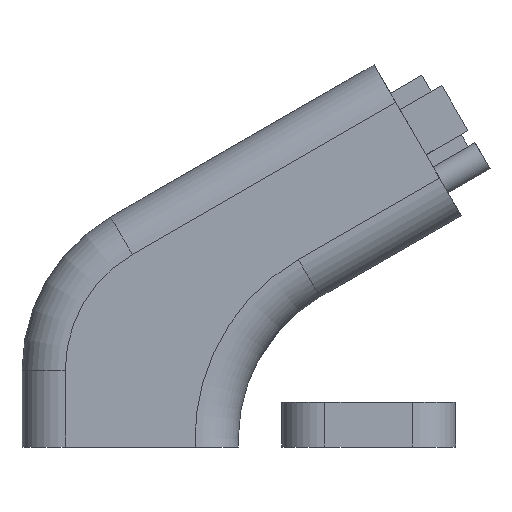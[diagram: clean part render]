
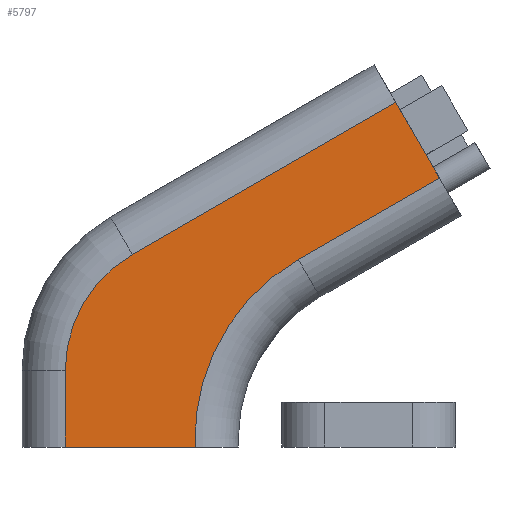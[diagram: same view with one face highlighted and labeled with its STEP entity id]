
A CAD part, left-side view. The second image highlights one B-rep face of the part: STEP entity #5797.
In plain terms, the highlighted planar face has unit normal (-1, 0, 0).
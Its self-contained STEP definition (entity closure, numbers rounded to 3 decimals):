
#309=PLANE('',#6249);
#595=FACE_OUTER_BOUND('',#975,.T.);
#975=EDGE_LOOP('',(#5162,#5163,#5164,#5165,#5166,#5167,#5168));
#1094=CIRCLE('',#6097,23.9);
#1106=CIRCLE('',#6117,15.5);
#1598=LINE('',#8827,#2256);
#1603=LINE('',#8872,#2261);
#1621=LINE('',#8943,#2279);
#1624=LINE('',#8955,#2282);
#1664=LINE('',#9112,#2322);
#2256=VECTOR('',#7175,10.);
#2261=VECTOR('',#7196,10.);
#2279=VECTOR('',#7236,10.);
#2282=VECTOR('',#7251,10.);
#2322=VECTOR('',#7417,10.);
#2818=VERTEX_POINT('',#8824);
#2819=VERTEX_POINT('',#8826);
#2823=VERTEX_POINT('',#8839);
#2829=VERTEX_POINT('',#8870);
#2848=VERTEX_POINT('',#8940);
#2849=VERTEX_POINT('',#8942);
#2851=VERTEX_POINT('',#8948);
#3509=EDGE_CURVE('',#2818,#2819,#1598,.T.);
#3514=EDGE_CURVE('',#2819,#2823,#1094,.T.);
#3522=EDGE_CURVE('',#2818,#2829,#1603,.T.);
#3547=EDGE_CURVE('',#2848,#2849,#1621,.T.);
#3552=EDGE_CURVE('',#2849,#2851,#1106,.T.);
#3554=EDGE_CURVE('',#2851,#2829,#1624,.T.);
#3635=EDGE_CURVE('',#2823,#2848,#1664,.T.);
#5162=ORIENTED_EDGE('',*,*,#3509,.F.);
#5163=ORIENTED_EDGE('',*,*,#3522,.T.);
#5164=ORIENTED_EDGE('',*,*,#3554,.F.);
#5165=ORIENTED_EDGE('',*,*,#3552,.F.);
#5166=ORIENTED_EDGE('',*,*,#3547,.F.);
#5167=ORIENTED_EDGE('',*,*,#3635,.F.);
#5168=ORIENTED_EDGE('',*,*,#3514,.F.);
#5797=ADVANCED_FACE('',(#595),#309,.T.);
#6097=AXIS2_PLACEMENT_3D('',#8840,#7183,#7184);
#6117=AXIS2_PLACEMENT_3D('',#8952,#7246,#7247);
#6249=AXIS2_PLACEMENT_3D('',#9241,#7585,#7586);
#7175=DIRECTION('',(0.,0.866,-0.5));
#7183=DIRECTION('center_axis',(-1.,0.,0.));
#7184=DIRECTION('ref_axis',(0.,0.866,0.5));
#7196=DIRECTION('',(0.,0.5,0.866));
#7236=DIRECTION('',(0.,0.,1.));
#7246=DIRECTION('center_axis',(1.,0.,0.));
#7247=DIRECTION('ref_axis',(0.,0.866,0.5));
#7251=DIRECTION('',(0.,-0.866,0.5));
#7417=DIRECTION('',(0.,1.,0.));
#7585=DIRECTION('center_axis',(-1.,0.,0.));
#7586=DIRECTION('ref_axis',(0.,-0.5,-0.866));
#8824=CARTESIAN_POINT('',(-22.55,-18.98,9.226));
#8826=CARTESIAN_POINT('',(-22.55,-2.677,-0.187));
#8827=CARTESIAN_POINT('',(-22.55,21.723,-14.274));
#8839=CARTESIAN_POINT('',(-22.55,9.253,-21.872));
#8840=CARTESIAN_POINT('Origin',(-22.55,-14.627,-20.885));
#8870=CARTESIAN_POINT('',(-22.55,-13.93,17.973));
#8872=CARTESIAN_POINT('',(-22.55,-13.942,17.951));
#8940=CARTESIAN_POINT('',(-22.55,24.273,-21.872));
#8942=CARTESIAN_POINT('',(-22.55,24.273,-13.033));
#8943=CARTESIAN_POINT('',(-22.55,24.273,-1.197));
#8948=CARTESIAN_POINT('',(-22.55,16.523,0.391));
#8952=CARTESIAN_POINT('Origin',(-22.55,8.773,-13.033));
#8955=CARTESIAN_POINT('',(-22.55,26.773,-5.527));
#9112=CARTESIAN_POINT('',(-22.55,23.023,-21.872));
#9241=CARTESIAN_POINT('Origin',(-22.55,29.273,-1.197));
